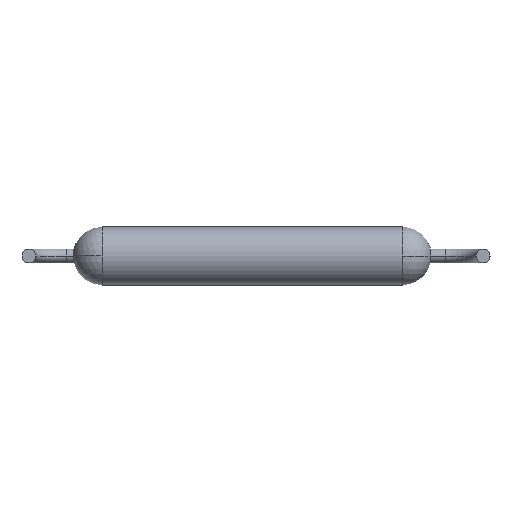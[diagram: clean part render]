
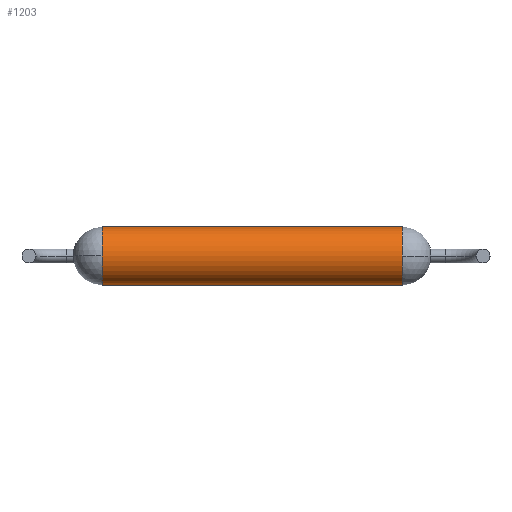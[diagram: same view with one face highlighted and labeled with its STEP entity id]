
A CAD part, front view. The second image highlights one B-rep face of the part: STEP entity #1203.
In plain terms, the highlighted cylindrical face has radius 1.15 mm (diameter 2.3 mm), a partial arc.
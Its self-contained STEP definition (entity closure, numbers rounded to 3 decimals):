
#48 = CYLINDRICAL_SURFACE ( 'NONE', #1845, 1.15 ) ;
#55 = VERTEX_POINT ( 'NONE', #621 ) ;
#67 = CARTESIAN_POINT ( 'NONE',  ( -32.593, 0., 0. ) ) ;
#173 = VERTEX_POINT ( 'NONE', #671 ) ;
#229 = ORIENTED_EDGE ( 'NONE', *, *, #1429, .F. ) ;
#266 = DIRECTION ( 'NONE',  ( -1., 0., 0. ) ) ;
#270 = CARTESIAN_POINT ( 'NONE',  ( 4.8, 0., 0. ) ) ;
#299 = ORIENTED_EDGE ( 'NONE', *, *, #1324, .T. ) ;
#408 = VERTEX_POINT ( 'NONE', #1928 ) ;
#428 = DIRECTION ( 'NONE',  ( 0., 0., 1. ) ) ;
#477 = VECTOR ( 'NONE', #1727, 1000. ) ;
#482 = CARTESIAN_POINT ( 'NONE',  ( 4.8, 0., -1.15 ) ) ;
#489 = EDGE_LOOP ( 'NONE', ( #737, #299, #1937, #1759, #1863, #229 ) ) ;
#585 = DIRECTION ( 'NONE',  ( -1., 0., 0. ) ) ;
#593 = CARTESIAN_POINT ( 'NONE',  ( -32.593, 0., -1.15 ) ) ;
#621 = CARTESIAN_POINT ( 'NONE',  ( -7.1, -1.15, 0. ) ) ;
#654 = CIRCLE ( 'NONE', #2011, 1.15 ) ;
#671 = CARTESIAN_POINT ( 'NONE',  ( 4.8, -1.15, 0. ) ) ;
#737 = ORIENTED_EDGE ( 'NONE', *, *, #1375, .F. ) ;
#763 = DIRECTION ( 'NONE',  ( -1., 0., 0. ) ) ;
#867 = CARTESIAN_POINT ( 'NONE',  ( -7.1, 0., 0. ) ) ;
#894 = CIRCLE ( 'NONE', #1595, 1.15 ) ;
#904 = FACE_OUTER_BOUND ( 'NONE', #489, .T. ) ;
#931 = CARTESIAN_POINT ( 'NONE',  ( -32.593, 0., 1.15 ) ) ;
#1043 = DIRECTION ( 'NONE',  ( 0., 0., 1. ) ) ;
#1203 = ADVANCED_FACE ( 'NONE', ( #904 ), #48, .T. ) ;
#1235 = VERTEX_POINT ( 'NONE', #482 ) ;
#1244 = CARTESIAN_POINT ( 'NONE',  ( -7.1, 0., 0. ) ) ;
#1270 = AXIS2_PLACEMENT_3D ( 'NONE', #1244, #266, #1403 ) ;
#1324 = EDGE_CURVE ( 'NONE', #1235, #173, #654, .T. ) ;
#1346 = VECTOR ( 'NONE', #763, 1000. ) ;
#1375 = EDGE_CURVE ( 'NONE', #1235, #1974, #1891, .T. ) ;
#1376 = CARTESIAN_POINT ( 'NONE',  ( 4.8, 0., 1.15 ) ) ;
#1388 = EDGE_CURVE ( 'NONE', #1802, #408, #1502, .T. ) ;
#1403 = DIRECTION ( 'NONE',  ( 0., 0., 1. ) ) ;
#1409 = DIRECTION ( 'NONE',  ( -1., 0., 0. ) ) ;
#1429 = EDGE_CURVE ( 'NONE', #1974, #55, #1749, .T. ) ;
#1445 = EDGE_CURVE ( 'NONE', #173, #1802, #894, .T. ) ;
#1502 = LINE ( 'NONE', #931, #477 ) ;
#1531 = DIRECTION ( 'NONE',  ( -1., 0., 0. ) ) ;
#1548 = EDGE_CURVE ( 'NONE', #55, #408, #1853, .T. ) ;
#1580 = CARTESIAN_POINT ( 'NONE',  ( 4.8, 0., 0. ) ) ;
#1595 = AXIS2_PLACEMENT_3D ( 'NONE', #1580, #585, #1719 ) ;
#1679 = DIRECTION ( 'NONE',  ( 0., 0., 1. ) ) ;
#1719 = DIRECTION ( 'NONE',  ( 0., 0., 1. ) ) ;
#1727 = DIRECTION ( 'NONE',  ( -1., 0., 0. ) ) ;
#1749 = CIRCLE ( 'NONE', #1270, 1.15 ) ;
#1759 = ORIENTED_EDGE ( 'NONE', *, *, #1388, .T. ) ;
#1789 = AXIS2_PLACEMENT_3D ( 'NONE', #867, #1958, #1043 ) ;
#1802 = VERTEX_POINT ( 'NONE', #1376 ) ;
#1845 = AXIS2_PLACEMENT_3D ( 'NONE', #67, #1531, #1679 ) ;
#1853 = CIRCLE ( 'NONE', #1789, 1.15 ) ;
#1863 = ORIENTED_EDGE ( 'NONE', *, *, #1548, .F. ) ;
#1891 = LINE ( 'NONE', #593, #1346 ) ;
#1928 = CARTESIAN_POINT ( 'NONE',  ( -7.1, 0., 1.15 ) ) ;
#1937 = ORIENTED_EDGE ( 'NONE', *, *, #1445, .T. ) ;
#1958 = DIRECTION ( 'NONE',  ( -1., 0., 0. ) ) ;
#1974 = VERTEX_POINT ( 'NONE', #1996 ) ;
#1996 = CARTESIAN_POINT ( 'NONE',  ( -7.1, 0., -1.15 ) ) ;
#2011 = AXIS2_PLACEMENT_3D ( 'NONE', #270, #1409, #428 ) ;
